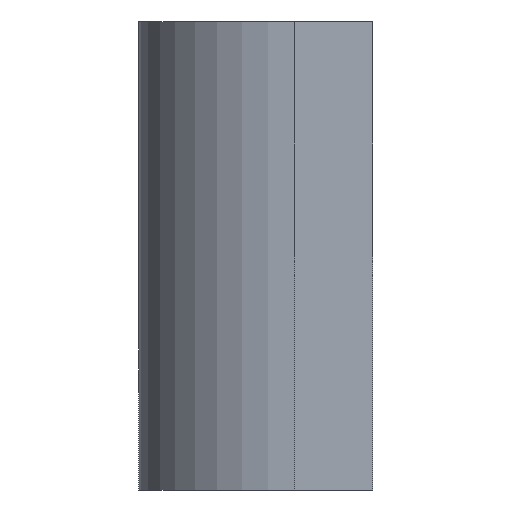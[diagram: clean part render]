
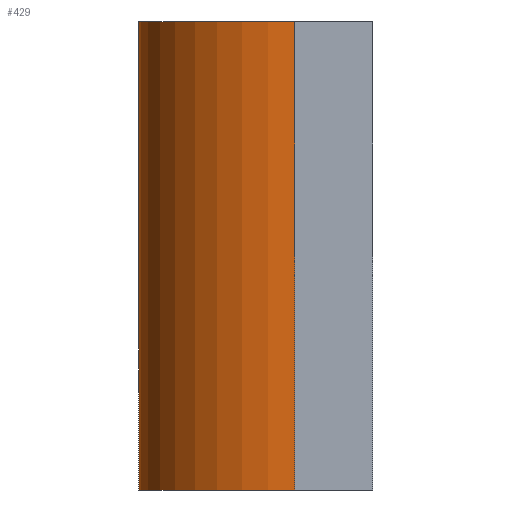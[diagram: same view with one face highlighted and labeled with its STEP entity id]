
A CAD part, left-side view. The second image highlights one B-rep face of the part: STEP entity #429.
In plain terms, the highlighted cylindrical face has radius 2 mm (diameter 4 mm), a partial arc.
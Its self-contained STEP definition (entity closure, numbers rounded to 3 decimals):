
#45=LINE('',#702,#89);
#46=LINE('',#708,#90);
#89=VECTOR('',#576,10.);
#90=VECTOR('',#583,10.);
#109=CYLINDRICAL_SURFACE('',#478,2.);
#129=FACE_OUTER_BOUND('',#154,.T.);
#154=EDGE_LOOP('',(#338,#339,#340,#341));
#175=CIRCLE('',#479,2.);
#176=CIRCLE('',#480,2.);
#207=VERTEX_POINT('',#698);
#208=VERTEX_POINT('',#700);
#209=VERTEX_POINT('',#704);
#210=VERTEX_POINT('',#706);
#261=EDGE_CURVE('',#207,#208,#45,.T.);
#262=EDGE_CURVE('',#209,#207,#175,.T.);
#263=EDGE_CURVE('',#210,#208,#176,.T.);
#264=EDGE_CURVE('',#209,#210,#46,.T.);
#338=ORIENTED_EDGE('',*,*,#262,.T.);
#339=ORIENTED_EDGE('',*,*,#261,.T.);
#340=ORIENTED_EDGE('',*,*,#263,.F.);
#341=ORIENTED_EDGE('',*,*,#264,.F.);
#429=ADVANCED_FACE('',(#129),#109,.T.);
#478=AXIS2_PLACEMENT_3D('',#703,#577,#578);
#479=AXIS2_PLACEMENT_3D('',#705,#579,#580);
#480=AXIS2_PLACEMENT_3D('',#707,#581,#582);
#576=DIRECTION('',(0.,0.,1.));
#577=DIRECTION('center_axis',(0.,0.,1.));
#578=DIRECTION('ref_axis',(0.,1.,0.));
#579=DIRECTION('center_axis',(0.,0.,1.));
#580=DIRECTION('ref_axis',(0.,1.,0.));
#581=DIRECTION('center_axis',(0.,0.,1.));
#582=DIRECTION('ref_axis',(0.,1.,0.));
#583=DIRECTION('',(0.,0.,1.));
#698=CARTESIAN_POINT('',(-8.5,1.,0.));
#700=CARTESIAN_POINT('',(-8.5,1.,6.));
#702=CARTESIAN_POINT('',(-8.5,1.,0.));
#703=CARTESIAN_POINT('Origin',(-6.5,1.,0.));
#704=CARTESIAN_POINT('',(-6.5,3.,0.));
#705=CARTESIAN_POINT('Origin',(-6.5,1.,0.));
#706=CARTESIAN_POINT('',(-6.5,3.,6.));
#707=CARTESIAN_POINT('Origin',(-6.5,1.,6.));
#708=CARTESIAN_POINT('',(-6.5,3.,0.));
